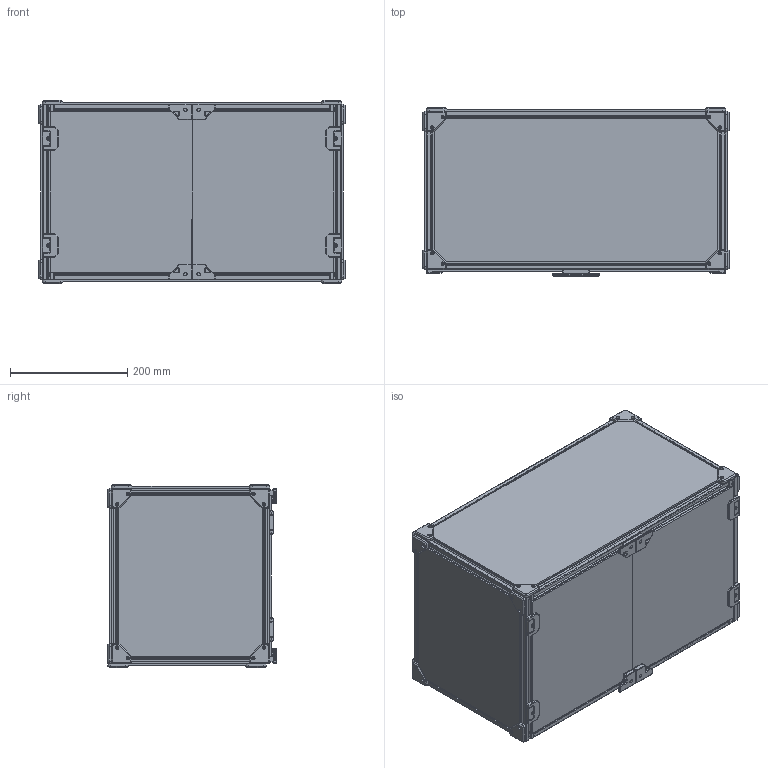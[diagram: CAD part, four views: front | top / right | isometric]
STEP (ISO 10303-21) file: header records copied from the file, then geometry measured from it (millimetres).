
FILE_DESCRIPTION(/* description */ ('','CAx-IF Rec.Pracs.---Representation and Presentation of Product Manufacturing Information (PMI)---4.0---2014-10-13'),/* implementation_level */ '2;1');
FILE_NAME(/* name */ 'DryBox.step',/* time_stamp */ '2025-02-26T18:33:11+01:00',/* author */ (''),/* organization */ (''),/* preprocessor_version */ 'ST-DEVELOPER v20',/* originating_system */ 'Autodesk Translation Framework v13.20.0.188',/* authorisation */ '');
FILE_SCHEMA (('AP242_MANAGED_MODEL_BASED_3D_ENGINEERING_MIM_LF { 1 0 10303 442 1 1 4 }'));
Products named in the file (71): DryBox; Frame; HFSB5-2020-470-TPW; HFSB5-2020-470-TPW_1; HFSB5-2020-470-TPW_2; HFSB5-2020-470-TPW_3; M5x16 BHCS (4); M5x16 BHCS (32); HFSB5-2020-230-TPW; HFSB5-2020-230-TPW_1; HFSB5-2020-230-TPW_2; HFSB5-2020-230-TPW_3; M5x16 BHCS (1); M5x16 BHCS (34); HFSB5-2020-300-LCP-RCP; Rollers; Roller_assembly; Dryer; Roller_assembly_1; Dryer_1; Roller_assembly_2; Dryer_2; Roller_assembly_3; Dryer_3; Roller_assembly_4; Dryer_4; Roller_assembly_5; Base; Roller; Bearing_608; Axle_fi8_L75; Spacer; Dryer_5; SilicaGel Box; SilicaGel Lid; Panels; Top Panel; Panel_484x244; Sides Panels; Panel_274x244 ...
Assembly tree (193 placements, depth 6):
  DryBox
    Frame
      HFSB5-2020-470-TPW
        M5x16 BHCS (4)
        M5x16 BHCS (32)
      HFSB5-2020-470-TPW_1
        M5x16 BHCS (4)
        M5x16 BHCS (32)
      HFSB5-2020-470-TPW_2
        M5x16 BHCS (4)
        M5x16 BHCS (32)
      HFSB5-2020-470-TPW_3
        M5x16 BHCS (4)
        M5x16 BHCS (32)
      HFSB5-2020-300-LCP-RCP  x4
      HFSB5-2020-230-TPW
        M5x16 BHCS (1)
        M5x16 BHCS (34)
      HFSB5-2020-230-TPW_1
        M5x16 BHCS (1)
        M5x16 BHCS (34)
      HFSB5-2020-230-TPW_2
        M5x16 BHCS (1)
        M5x16 BHCS (34)
      HFSB5-2020-230-TPW_3
        M5x16 BHCS (1)
        M5x16 BHCS (34)
    Rollers
      Roller_assembly
        Base
        Roller  x2
        Bearing_608  x4
        Axle_fi8_L75  x2
        Spacer  x4
        Dryer
          SilicaGel Box
          SilicaGel Lid
      Roller_assembly_1
        Base
        Roller  x2
        Bearing_608  x4
        Axle_fi8_L75  x2
        Spacer  x4
        Dryer_1
          SilicaGel Box
          SilicaGel Lid
      Roller_assembly_2
        Base
        Roller  x2
        Bearing_608  x4
        Axle_fi8_L75  x2
        Spacer  x4
        Dryer_2
          SilicaGel Box
          SilicaGel Lid
      Roller_assembly_3
        Base
        Roller  x2
        Bearing_608  x4
        Axle_fi8_L75  x2
Bounding box: 522 x 287 x 312 mm (x, y, z)
Volume: 3910469 mm3; surface area: 2722561.7 mm2
Topology: 171 solids, 171 shells, 5950 faces, 16694 edges, 10738 vertices
Faces by surface type: plane 4470, cylinder 1102, cone 214, torus 76, bspline 56, sphere 32
Full cylindrical faces by diameter (mm): 3.4 x6, 3.5 x64, 3.6 x4, 4.2 x20, 4.234 x16, 5 x16, 5.12 x16, 6 x72, 6.1 x4, 7.35 x32, 8 x60, 8.35 x6, 9 x12, 9.5 x16, 12 x24, 22 x24, 22.1 x24
Entity records: 68557 total; most frequent: CARTESIAN_POINT 13121, DIRECTION 11252, ORIENTED_EDGE 11144, EDGE_CURVE 5572, LINE 4160, VECTOR 4160, VERTEX_POINT 3580, AXIS2_PLACEMENT_3D 3546
